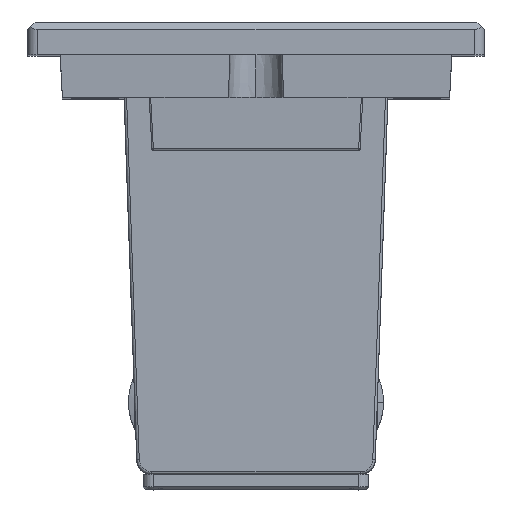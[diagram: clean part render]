
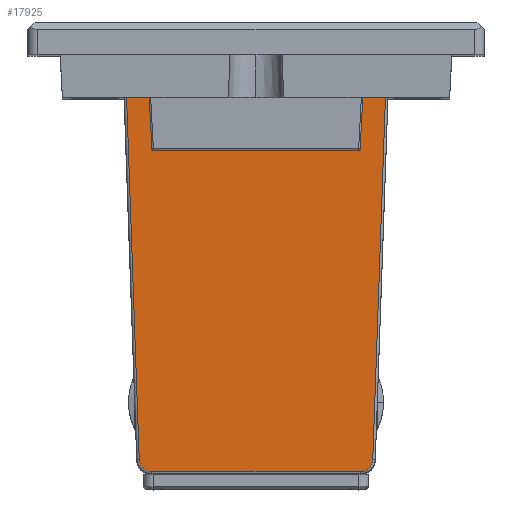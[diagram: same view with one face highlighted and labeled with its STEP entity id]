
A CAD part, top view. The second image highlights one B-rep face of the part: STEP entity #17925.
In plain terms, the highlighted planar face has unit normal (0, -0.026, 1).
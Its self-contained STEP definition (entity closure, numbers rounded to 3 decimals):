
#1800 = VERTEX_POINT ( 'NONE', #94960 ) ;
#2627 = DIRECTION ( 'NONE',  ( 0.052, 0.998, 0.026 ) ) ;
#4347 = LINE ( 'NONE', #36624, #73992 ) ;
#5318 = DIRECTION ( 'NONE',  ( 0., 0.026, -1. ) ) ;
#5980 = CARTESIAN_POINT ( 'NONE',  ( -20.759, -64.013, 75.013 ) ) ;
#7451 = CARTESIAN_POINT ( 'NONE',  ( -23.257, -61.6, 75.076 ) ) ;
#9784 = VERTEX_POINT ( 'NONE', #50770 ) ;
#10218 = LINE ( 'NONE', #81960, #65555 ) ;
#14038 = CARTESIAN_POINT ( 'NONE',  ( -38.555, 10.5, 76.964 ) ) ;
#14269 = VECTOR ( 'NONE', #82753, 1000. ) ;
#14278 = VECTOR ( 'NONE', #68547, 1000. ) ;
#14609 = EDGE_CURVE ( 'NONE', #68743, #99861, #34116, .T. ) ;
#15168 = CARTESIAN_POINT ( 'NONE',  ( -20.74, 0.284, 76.696 ) ) ;
#16542 = CARTESIAN_POINT ( 'NONE',  ( 20.759, -64.013, 75.013 ) ) ;
#16832 = CARTESIAN_POINT ( 'NONE',  ( -20.609, 0., 76.689 ) ) ;
#17925 = ADVANCED_FACE ( 'NONE', ( #107015 ), #32285, .F. ) ;
#19475 = DIRECTION ( 'NONE',  ( 1., 0., 0. ) ) ;
#24566 = CARTESIAN_POINT ( 'NONE',  ( 20.759, -64.013, 75.013 ) ) ;
#27178 = ORIENTED_EDGE ( 'NONE', *, *, #71124, .F. ) ;
#27823 = DIRECTION ( 'NONE',  ( 1., 0., 0. ) ) ;
#29244 = CARTESIAN_POINT ( 'NONE',  ( -20.759, -64.013, 75.013 ) ) ;
#29436 = CARTESIAN_POINT ( 'NONE',  ( 20.609, 0., 76.689 ) ) ;
#31145 = VERTEX_POINT ( 'NONE', #33986 ) ;
#31347 = LINE ( 'NONE', #68955, #14278 ) ;
#31418 = AXIS2_PLACEMENT_3D ( 'NONE', #14038, #5318, #68401 ) ;
#32285 = PLANE ( 'NONE',  #31418 ) ;
#32428 = CARTESIAN_POINT ( 'NONE',  ( -38.555, 0., 76.689 ) ) ;
#32647 = LINE ( 'NONE', #84003, #85355 ) ;
#32675 =( BOUNDED_CURVE ( )  B_SPLINE_CURVE ( 3, ( #24566, #95355, #113982, #96507 ),
 .UNSPECIFIED., .F., .F. ) 
 B_SPLINE_CURVE_WITH_KNOTS ( ( 4, 4 ),
 ( 3.142, 4.677 ),
 .UNSPECIFIED. ) 
 CURVE ( )  GEOMETRIC_REPRESENTATION_ITEM ( )  RATIONAL_B_SPLINE_CURVE ( ( 1., 0.813, 0.813, 1. ) ) 
 REPRESENTATION_ITEM ( '' )  );
#33273 = ORIENTED_EDGE ( 'NONE', *, *, #99366, .T. ) ;
#33986 = CARTESIAN_POINT ( 'NONE',  ( 20.74, 0.284, 76.696 ) ) ;
#34116 = LINE ( 'NONE', #115662, #14269 ) ;
#34977 = VERTEX_POINT ( 'NONE', #73691 ) ;
#35593 = EDGE_LOOP ( 'NONE', ( #43750, #108775, #27178, #103129, #100895, #68778, #51671, #113962, #77626, #63479, #33273, #56194 ) ) ;
#36624 = CARTESIAN_POINT ( 'NONE',  ( -38.555, 10.5, 76.964 ) ) ;
#37029 = VERTEX_POINT ( 'NONE', #85538 ) ;
#38093 = EDGE_CURVE ( 'NONE', #31145, #34977, #83844, .T. ) ;
#43750 = ORIENTED_EDGE ( 'NONE', *, *, #108917, .T. ) ;
#45131 = EDGE_CURVE ( 'NONE', #56846, #99266, #10218, .T. ) ;
#46527 = CARTESIAN_POINT ( 'NONE',  ( 20.731, 0.116, 76.692 ) ) ;
#50770 = CARTESIAN_POINT ( 'NONE',  ( -20.44, 0., 76.689 ) ) ;
#51671 = ORIENTED_EDGE ( 'NONE', *, *, #100671, .T. ) ;
#54581 =( BOUNDED_CURVE ( )  B_SPLINE_CURVE ( 3, ( #82368, #46527, #29436, #91458 ),
 .UNSPECIFIED., .F., .F. ) 
 B_SPLINE_CURVE_WITH_KNOTS ( ( 4, 4 ),
 ( 4.765, 6.283 ),
 .UNSPECIFIED. ) 
 CURVE ( )  GEOMETRIC_REPRESENTATION_ITEM ( )  RATIONAL_B_SPLINE_CURVE ( ( 1., 0.817, 0.817, 1. ) ) 
 REPRESENTATION_ITEM ( '' )  );
#56194 = ORIENTED_EDGE ( 'NONE', *, *, #45131, .T. ) ;
#56509 = VERTEX_POINT ( 'NONE', #95513 ) ;
#56846 = VERTEX_POINT ( 'NONE', #5980 ) ;
#58393 = LINE ( 'NONE', #87018, #109636 ) ;
#60311 = DIRECTION ( 'NONE',  ( 1., 0., 0. ) ) ;
#63479 = ORIENTED_EDGE ( 'NONE', *, *, #78123, .T. ) ;
#64651 = EDGE_CURVE ( 'NONE', #9784, #1800, #95436, .T. ) ;
#65555 = VECTOR ( 'NONE', #19475, 1000. ) ;
#65850 = VERTEX_POINT ( 'NONE', #77837 ) ;
#68401 = DIRECTION ( 'NONE',  ( 1., 0., 0. ) ) ;
#68547 = DIRECTION ( 'NONE',  ( 0.035, -0.999, -0.026 ) ) ;
#68743 = VERTEX_POINT ( 'NONE', #101458 ) ;
#68778 = ORIENTED_EDGE ( 'NONE', *, *, #64651, .F. ) ;
#68955 = CARTESIAN_POINT ( 'NONE',  ( -25.791, 10.945, 76.976 ) ) ;
#69028 = CARTESIAN_POINT ( 'NONE',  ( 25.775, 10.5, 76.964 ) ) ;
#70866 = CARTESIAN_POINT ( 'NONE',  ( -20.731, 0.116, 76.692 ) ) ;
#71124 = EDGE_CURVE ( 'NONE', #34977, #99861, #4347, .T. ) ;
#72073 = CARTESIAN_POINT ( 'NONE',  ( -20.74, 0.284, 76.696 ) ) ;
#73691 = CARTESIAN_POINT ( 'NONE',  ( 21.275, 10.5, 76.964 ) ) ;
#73992 = VECTOR ( 'NONE', #27823, 1000. ) ;
#76455 =( BOUNDED_CURVE ( )  B_SPLINE_CURVE ( 3, ( #89190, #16832, #70866, #72073 ),
 .UNSPECIFIED., .F., .F. ) 
 B_SPLINE_CURVE_WITH_KNOTS ( ( 4, 4 ),
 ( 3.142, 4.66 ),
 .UNSPECIFIED. ) 
 CURVE ( )  GEOMETRIC_REPRESENTATION_ITEM ( )  RATIONAL_B_SPLINE_CURVE ( ( 1., 0.817, 0.817, 1. ) ) 
 REPRESENTATION_ITEM ( '' )  );
#77626 = ORIENTED_EDGE ( 'NONE', *, *, #116517, .F. ) ;
#77837 = CARTESIAN_POINT ( 'NONE',  ( -23.257, -61.6, 75.076 ) ) ;
#78123 = EDGE_CURVE ( 'NONE', #56509, #65850, #31347, .T. ) ;
#81960 = CARTESIAN_POINT ( 'NONE',  ( -38.555, -64.013, 75.013 ) ) ;
#82368 = CARTESIAN_POINT ( 'NONE',  ( 20.74, 0.284, 76.696 ) ) ;
#82753 = DIRECTION ( 'NONE',  ( 0.035, 0.999, 0.026 ) ) ;
#83844 = LINE ( 'NONE', #103094, #98076 ) ;
#84003 = CARTESIAN_POINT ( 'NONE',  ( -20.75, 0.478, 76.702 ) ) ;
#85355 = VECTOR ( 'NONE', #93138, 1000. ) ;
#85538 = CARTESIAN_POINT ( 'NONE',  ( -21.275, 10.5, 76.964 ) ) ;
#87018 = CARTESIAN_POINT ( 'NONE',  ( -38.555, 10.5, 76.964 ) ) ;
#88094 = CARTESIAN_POINT ( 'NONE',  ( -23.208, -63.024, 75.039 ) ) ;
#88377 = EDGE_CURVE ( 'NONE', #31145, #1800, #54581, .T. ) ;
#89190 = CARTESIAN_POINT ( 'NONE',  ( -20.44, 0., 76.689 ) ) ;
#89541 = EDGE_CURVE ( 'NONE', #37029, #108329, #32647, .T. ) ;
#91458 = CARTESIAN_POINT ( 'NONE',  ( 20.44, 0., 76.689 ) ) ;
#92050 = CARTESIAN_POINT ( 'NONE',  ( -22.183, -64.013, 75.013 ) ) ;
#92585 = VECTOR ( 'NONE', #103182, 1000. ) ;
#93138 = DIRECTION ( 'NONE',  ( 0.052, -0.998, -0.026 ) ) ;
#94960 = CARTESIAN_POINT ( 'NONE',  ( 20.44, 0., 76.689 ) ) ;
#95355 = CARTESIAN_POINT ( 'NONE',  ( 22.183, -64.013, 75.013 ) ) ;
#95436 = LINE ( 'NONE', #32428, #92585 ) ;
#95513 = CARTESIAN_POINT ( 'NONE',  ( -25.775, 10.5, 76.964 ) ) ;
#96507 = CARTESIAN_POINT ( 'NONE',  ( 23.257, -61.6, 75.076 ) ) ;
#98076 = VECTOR ( 'NONE', #2627, 1000. ) ;
#99266 = VERTEX_POINT ( 'NONE', #16542 ) ;
#99366 = EDGE_CURVE ( 'NONE', #65850, #56846, #107780, .T. ) ;
#99861 = VERTEX_POINT ( 'NONE', #69028 ) ;
#100671 = EDGE_CURVE ( 'NONE', #9784, #108329, #76455, .T. ) ;
#100895 = ORIENTED_EDGE ( 'NONE', *, *, #88377, .T. ) ;
#101458 = CARTESIAN_POINT ( 'NONE',  ( 23.257, -61.6, 75.076 ) ) ;
#103094 = CARTESIAN_POINT ( 'NONE',  ( 21.111, 7.375, 76.882 ) ) ;
#103129 = ORIENTED_EDGE ( 'NONE', *, *, #38093, .F. ) ;
#103182 = DIRECTION ( 'NONE',  ( 1., 0., 0. ) ) ;
#107015 = FACE_OUTER_BOUND ( 'NONE', #35593, .T. ) ;
#107780 =( BOUNDED_CURVE ( )  B_SPLINE_CURVE ( 3, ( #7451, #88094, #92050, #29244 ),
 .UNSPECIFIED., .F., .F. ) 
 B_SPLINE_CURVE_WITH_KNOTS ( ( 4, 4 ),
 ( 1.606, 3.142 ),
 .UNSPECIFIED. ) 
 CURVE ( )  GEOMETRIC_REPRESENTATION_ITEM ( )  RATIONAL_B_SPLINE_CURVE ( ( 1., 0.813, 0.813, 1. ) ) 
 REPRESENTATION_ITEM ( '' )  );
#108329 = VERTEX_POINT ( 'NONE', #15168 ) ;
#108775 = ORIENTED_EDGE ( 'NONE', *, *, #14609, .T. ) ;
#108917 = EDGE_CURVE ( 'NONE', #99266, #68743, #32675, .T. ) ;
#109636 = VECTOR ( 'NONE', #60311, 1000. ) ;
#113962 = ORIENTED_EDGE ( 'NONE', *, *, #89541, .F. ) ;
#113982 = CARTESIAN_POINT ( 'NONE',  ( 23.208, -63.024, 75.039 ) ) ;
#115662 = CARTESIAN_POINT ( 'NONE',  ( 25.697, 8.258, 76.905 ) ) ;
#116517 = EDGE_CURVE ( 'NONE', #56509, #37029, #58393, .T. ) ;
